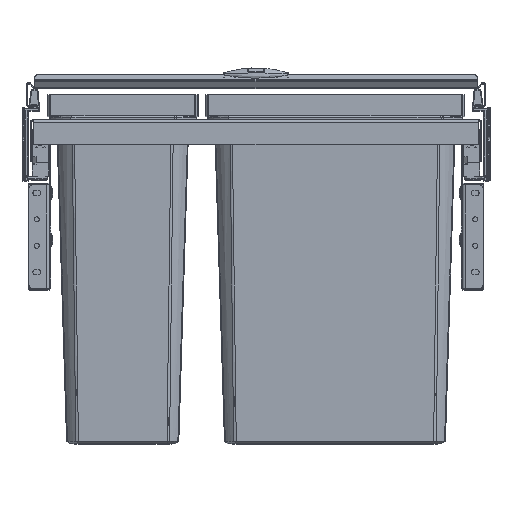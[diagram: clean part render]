
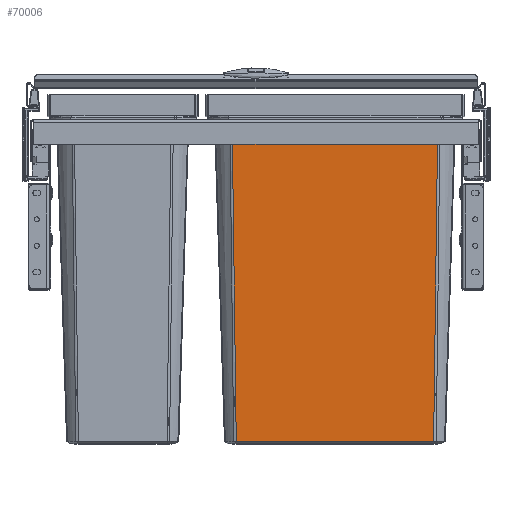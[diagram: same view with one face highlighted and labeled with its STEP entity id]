
A CAD part, top view. The second image highlights one B-rep face of the part: STEP entity #70006.
In plain terms, the highlighted planar face has unit normal (0, -0.031, 1).
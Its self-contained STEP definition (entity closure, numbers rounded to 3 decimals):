
#14372=EDGE_CURVE('9833',#36025,#36022,#36026,.T.);
#14424=EDGE_CURVE('9781',#36022,#36093,#36096,.T.);
#14426=EDGE_CURVE('9817',#36098,#36093,#36099,.T.);
#14428=EDGE_CURVE('9786',#36025,#36098,#36101,.T.);
#36022=VERTEX_POINT('',#68631);
#36025=VERTEX_POINT('',#68642);
#36026=LINE('',#68643,#68644);
#36093=VERTEX_POINT('',#68861);
#36096=B_SPLINE_CURVE_WITH_KNOTS('',3,(#68871,#68872,#68873,#68874,#68875,#68876),.UNSPECIFIED.,.F.,.F.,(4,1,1,4),(0.0,0.333,0.667,1.0),.UNSPECIFIED.);
#36098=VERTEX_POINT('',#68879);
#36099=LINE('',#68880,#68881);
#36101=B_SPLINE_CURVE_WITH_KNOTS('',3,(#68884,#68885,#68886,#68887,#68888,#68889),.UNSPECIFIED.,.F.,.F.,(4,1,1,4),(0.0,0.333,0.667,1.0),.UNSPECIFIED.);
#68631=CARTESIAN_POINT('',(-29.129,9.8,-11.429));
#68642=CARTESIAN_POINT('',(220.729,9.8,-11.429));
#68643=CARTESIAN_POINT('',(220.729,9.8,-11.429));
#68644=VECTOR('',#111889,249.857);
#68861=CARTESIAN_POINT('',(-23.974,-390.329,-23.901));
#68871=CARTESIAN_POINT('',(-29.129,9.8,-11.429));
#68872=CARTESIAN_POINT('',(-28.517,-38.308,-12.928));
#68873=CARTESIAN_POINT('',(-27.321,-132.084,-15.851));
#68874=CARTESIAN_POINT('',(-25.615,-264.81,-19.989));
#68875=CARTESIAN_POINT('',(-24.515,-349.234,-22.62));
#68876=CARTESIAN_POINT('',(-23.974,-390.329,-23.901));
#68879=CARTESIAN_POINT('',(215.574,-390.329,-23.901));
#68880=CARTESIAN_POINT('',(215.574,-390.329,-23.901));
#68881=VECTOR('',#111899,239.548);
#68884=CARTESIAN_POINT('',(220.729,9.8,-11.429));
#68885=CARTESIAN_POINT('',(220.117,-38.308,-12.928));
#68886=CARTESIAN_POINT('',(218.921,-132.085,-15.851));
#68887=CARTESIAN_POINT('',(217.215,-264.81,-19.989));
#68888=CARTESIAN_POINT('',(216.115,-349.234,-22.62));
#68889=CARTESIAN_POINT('',(215.574,-390.329,-23.901));
#70006=ADVANCED_FACE('7138',(#112256),#112257,.T.);
#111889=DIRECTION('',(-1.0,0.0,0.0));
#111899=DIRECTION('',(-1.0,0.,0.0));
#112256=FACE_OUTER_BOUND('',#140186,.T.);
#112257=PLANE('',#140187);
#140186=EDGE_LOOP('',(#156346,#156347,#156348,#156349));
#140187=AXIS2_PLACEMENT_3D('',#156350,#156351,#156352);
#156346=ORIENTED_EDGE('',*,*,#14426,.F.);
#156347=ORIENTED_EDGE('',*,*,#14428,.F.);
#156348=ORIENTED_EDGE('',*,*,#14372,.T.);
#156349=ORIENTED_EDGE('',*,*,#14424,.T.);
#156350=CARTESIAN_POINT('',(95.8,-180.469,-17.36));
#156351=DIRECTION('',(0.0,-0.031,1.));
#156352=DIRECTION('',(1.0,0.0,0.0));
